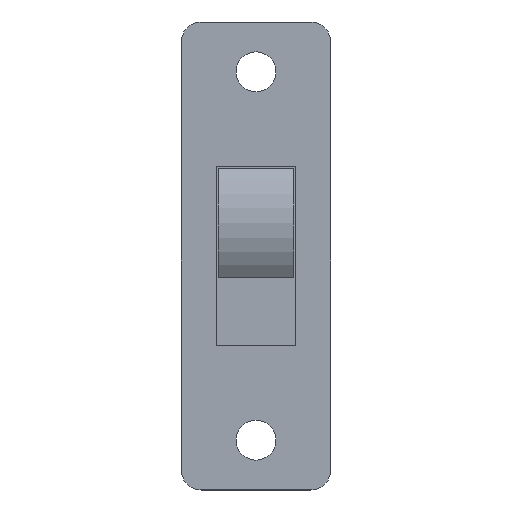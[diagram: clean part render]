
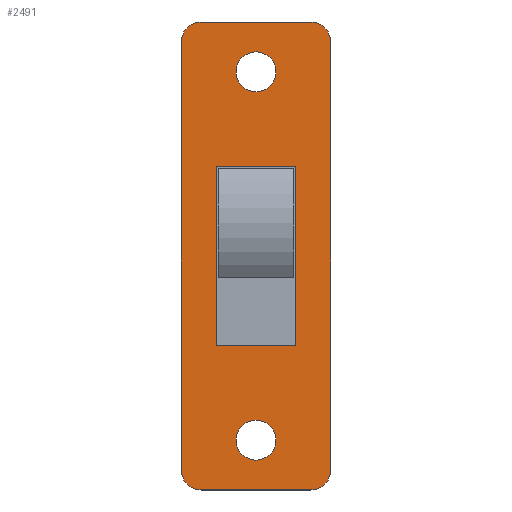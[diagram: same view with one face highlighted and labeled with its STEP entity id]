
A CAD part, top view. The second image highlights one B-rep face of the part: STEP entity #2491.
In plain terms, the highlighted planar face has unit normal (0, 0, 1).
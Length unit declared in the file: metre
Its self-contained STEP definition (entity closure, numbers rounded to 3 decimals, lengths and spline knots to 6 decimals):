
#168=CIRCLE('',#2825,0.001);
#170=CIRCLE('',#2830,0.001);
#171=CIRCLE('',#2832,0.001);
#172=CIRCLE('',#2833,0.001);
#173=CIRCLE('',#2834,0.001);
#174=CIRCLE('',#2835,0.001);
#802=ORIENTED_EDGE('',*,*,#1179,.T.);
#803=ORIENTED_EDGE('',*,*,#1217,.T.);
#804=ORIENTED_EDGE('',*,*,#1212,.F.);
#805=ORIENTED_EDGE('',*,*,#1218,.T.);
#806=ORIENTED_EDGE('',*,*,#1165,.F.);
#807=ORIENTED_EDGE('',*,*,#1219,.T.);
#808=ORIENTED_EDGE('',*,*,#1206,.T.);
#809=ORIENTED_EDGE('',*,*,#1220,.T.);
#810=ORIENTED_EDGE('',*,*,#1197,.F.);
#811=ORIENTED_EDGE('',*,*,#1201,.T.);
#812=ORIENTED_EDGE('',*,*,#1204,.T.);
#813=ORIENTED_EDGE('',*,*,#1211,.F.);
#814=ORIENTED_EDGE('',*,*,#1208,.F.);
#815=ORIENTED_EDGE('',*,*,#1216,.F.);
#1165=EDGE_CURVE('',#1425,#1426,#1673,.T.);
#1179=EDGE_CURVE('',#1440,#1439,#1687,.T.);
#1197=EDGE_CURVE('',#1450,#1451,#1696,.T.);
#1201=EDGE_CURVE('',#1450,#1453,#1700,.T.);
#1204=EDGE_CURVE('',#1453,#1455,#1703,.T.);
#1206=EDGE_CURVE('',#1457,#1456,#1705,.T.);
#1208=EDGE_CURVE('',#1458,#1458,#168,.T.);
#1211=EDGE_CURVE('',#1451,#1455,#1708,.T.);
#1212=EDGE_CURVE('',#1460,#1461,#1709,.T.);
#1216=EDGE_CURVE('',#1464,#1464,#170,.T.);
#1217=EDGE_CURVE('',#1439,#1461,#171,.T.);
#1218=EDGE_CURVE('',#1460,#1426,#172,.T.);
#1219=EDGE_CURVE('',#1425,#1457,#173,.T.);
#1220=EDGE_CURVE('',#1456,#1440,#174,.T.);
#1425=VERTEX_POINT('',#4188);
#1426=VERTEX_POINT('',#4190);
#1439=VERTEX_POINT('',#4218);
#1440=VERTEX_POINT('',#4220);
#1450=VERTEX_POINT('',#4251);
#1451=VERTEX_POINT('',#4253);
#1453=VERTEX_POINT('',#4259);
#1455=VERTEX_POINT('',#4265);
#1456=VERTEX_POINT('',#4269);
#1457=VERTEX_POINT('',#4271);
#1458=VERTEX_POINT('',#4275);
#1460=VERTEX_POINT('',#4283);
#1461=VERTEX_POINT('',#4284);
#1464=VERTEX_POINT('',#4292);
#1673=LINE('',#4189,#1923);
#1687=LINE('',#4219,#1937);
#1696=LINE('',#4252,#1946);
#1700=LINE('',#4260,#1950);
#1703=LINE('',#4266,#1953);
#1705=LINE('',#4270,#1955);
#1708=LINE('',#4280,#1958);
#1709=LINE('',#4282,#1959);
#1923=VECTOR('',#3449,1.);
#1937=VECTOR('',#3467,1.);
#1946=VECTOR('',#3502,1.);
#1950=VECTOR('',#3508,1.);
#1953=VECTOR('',#3513,1.);
#1955=VECTOR('',#3517,1.);
#1958=VECTOR('',#3528,1.);
#1959=VECTOR('',#3531,1.);
#2108=EDGE_LOOP('',(#802,#803,#804,#805,#806,#807,#808,#809));
#2109=EDGE_LOOP('',(#810,#811,#812,#813));
#2110=EDGE_LOOP('',(#814));
#2111=EDGE_LOOP('',(#815));
#2264=FACE_BOUND('',#2108,.T.);
#2265=FACE_BOUND('',#2109,.T.);
#2266=FACE_BOUND('',#2110,.T.);
#2267=FACE_BOUND('',#2111,.T.);
#2363=PLANE('',#2831);
#2491=ADVANCED_FACE('',(#2264,#2265,#2266,#2267),#2363,.T.);
#2825=AXIS2_PLACEMENT_3D('',#4274,#3521,#3522);
#2830=AXIS2_PLACEMENT_3D('',#4291,#3537,#3538);
#2831=AXIS2_PLACEMENT_3D('',#4293,#3539,#3540);
#2832=AXIS2_PLACEMENT_3D('',#4294,#3541,#3542);
#2833=AXIS2_PLACEMENT_3D('',#4295,#3543,#3544);
#2834=AXIS2_PLACEMENT_3D('',#4296,#3545,#3546);
#2835=AXIS2_PLACEMENT_3D('',#4297,#3547,#3548);
#3449=DIRECTION('',(0.,1.,0.));
#3467=DIRECTION('',(0.,1.,0.));
#3502=DIRECTION('',(0.,-1.,0.));
#3508=DIRECTION('',(1.,0.,0.));
#3513=DIRECTION('',(0.,-1.,0.));
#3517=DIRECTION('',(1.,0.,0.));
#3521=DIRECTION('',(0.,0.,1.));
#3522=DIRECTION('',(1.,0.,0.));
#3528=DIRECTION('',(1.,0.,0.));
#3531=DIRECTION('',(1.,0.,0.));
#3537=DIRECTION('',(0.,0.,1.));
#3538=DIRECTION('',(1.,0.,0.));
#3539=DIRECTION('',(0.,0.,1.));
#3540=DIRECTION('',(1.,0.,0.));
#3541=DIRECTION('',(0.,0.,1.));
#3542=DIRECTION('',(1.,0.,0.));
#3543=DIRECTION('',(0.,0.,1.));
#3544=DIRECTION('',(1.,0.,0.));
#3545=DIRECTION('',(0.,0.,1.));
#3546=DIRECTION('',(1.,0.,0.));
#3547=DIRECTION('',(0.,0.,1.));
#3548=DIRECTION('',(1.,0.,0.));
#4188=CARTESIAN_POINT('',(0.,0.001,0.0001));
#4189=CARTESIAN_POINT('',(0.,0.01175,0.0001));
#4190=CARTESIAN_POINT('',(0.,0.0225,0.0001));
#4218=CARTESIAN_POINT('',(0.0075,0.0225,0.0001));
#4219=CARTESIAN_POINT('',(0.0075,0.01175,0.0001));
#4220=CARTESIAN_POINT('',(0.0075,0.001,0.0001));
#4251=CARTESIAN_POINT('',(0.00175,0.01625,0.0001));
#4252=CARTESIAN_POINT('',(0.00175,0.01175,0.0001));
#4253=CARTESIAN_POINT('',(0.00175,0.00725,0.0001));
#4259=CARTESIAN_POINT('',(0.00575,0.01625,0.0001));
#4260=CARTESIAN_POINT('',(0.00375,0.01625,0.0001));
#4265=CARTESIAN_POINT('',(0.00575,0.00725,0.0001));
#4266=CARTESIAN_POINT('',(0.00575,0.01175,0.0001));
#4269=CARTESIAN_POINT('',(0.0065,0.,0.0001));
#4270=CARTESIAN_POINT('',(0.00375,0.,0.0001));
#4271=CARTESIAN_POINT('',(0.001,0.,0.0001));
#4274=CARTESIAN_POINT('',(0.00375,0.021,0.0001));
#4275=CARTESIAN_POINT('',(0.00475,0.021,0.0001));
#4280=CARTESIAN_POINT('',(0.00375,0.00725,0.0001));
#4282=CARTESIAN_POINT('',(0.00375,0.0235,0.0001));
#4283=CARTESIAN_POINT('',(0.001,0.0235,0.0001));
#4284=CARTESIAN_POINT('',(0.0065,0.0235,0.0001));
#4291=CARTESIAN_POINT('',(0.00375,0.0025,0.0001));
#4292=CARTESIAN_POINT('',(0.00475,0.0025,0.0001));
#4293=CARTESIAN_POINT('',(0.00375,0.01175,0.0001));
#4294=CARTESIAN_POINT('',(0.0065,0.0225,0.0001));
#4295=CARTESIAN_POINT('',(0.001,0.0225,0.0001));
#4296=CARTESIAN_POINT('',(0.001,0.001,0.0001));
#4297=CARTESIAN_POINT('',(0.0065,0.001,0.0001));
